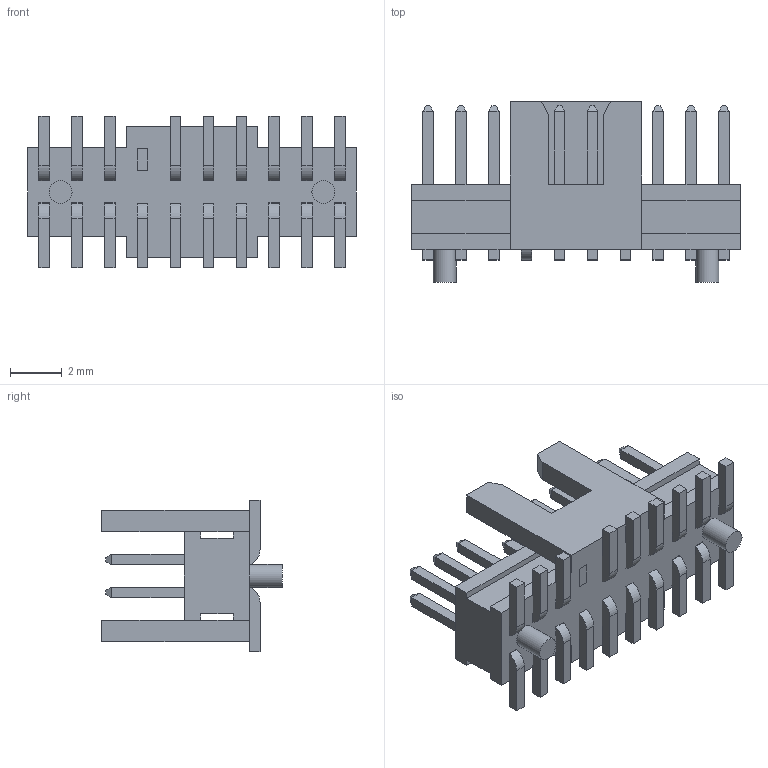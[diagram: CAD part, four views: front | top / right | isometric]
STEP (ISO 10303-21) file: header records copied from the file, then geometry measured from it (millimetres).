
FILE_DESCRIPTION( ( 'STEP AP214' ), ' ' );
FILE_NAME( 'FTSH-110-01-F-DV-007-K-A.stp', '2015-11-17T18:14:13', ( '' ), ( '' ), ' ', 'PARTsolutions', ' ' );
FILE_SCHEMA( ( 'AUTOMOTIVE_DESIGN { 1 0 10303 214 1 1 1 1 }' ) );
Length unit declared in the file: inch
Products named in the file (4): FTSH-110-01-F-DV-007-K-A; _FTSH-110-01-F-DV-007-K-A_body; _FTSH-110-01-F-DV-007-K-A_pins1; _FTSH-110-01-F-DV-007-K-A_pins2
Assembly tree (3 placements, depth 2):
  FTSH-110-01-F-DV-007-K-A
    _FTSH-110-01-F-DV-007-K-A_body
    _FTSH-110-01-F-DV-007-K-A_pins1
    _FTSH-110-01-F-DV-007-K-A_pins2
Bounding box: 12.7 x 6.99 x 5.84 mm (x, y, z)
Volume: 186.6 mm3; surface area: 686.7 mm2
Topology: 3 solids, 3 shells, 444 faces, 1211 edges, 778 vertices
Faces by surface type: plane 423, cylinder 21
Full cylindrical faces by diameter (mm): 0.889 x2
Entity records: 17307 total; most frequent: CARTESIAN_POINT 2431, ORIENTED_EDGE 2414, DIRECTION 2145, EDGE_CURVE 1207, LINE 1165, VECTOR 1165, VERTEX_POINT 776, AXIS2_PLACEMENT_3D 490
